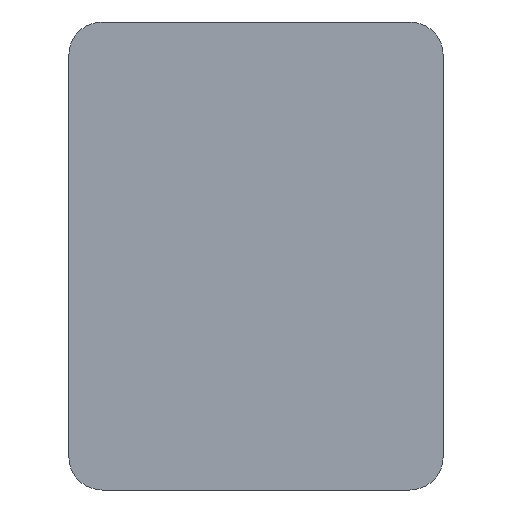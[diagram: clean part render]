
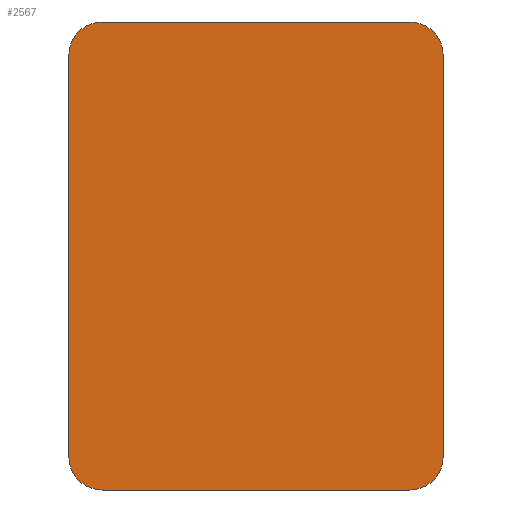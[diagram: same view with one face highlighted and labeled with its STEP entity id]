
A CAD part, front view. The second image highlights one B-rep face of the part: STEP entity #2567.
In plain terms, the highlighted planar face has unit normal (0, -1, 0).
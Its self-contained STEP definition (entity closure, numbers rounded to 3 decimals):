
#297=LINE('',#5407,#444);
#306=LINE('',#5451,#453);
#309=LINE('',#5459,#456);
#312=LINE('',#5467,#459);
#444=VECTOR('',#3646,10.);
#453=VECTOR('',#3707,10.);
#456=VECTOR('',#3716,10.);
#459=VECTOR('',#3725,10.);
#498=PLANE('',#2924);
#660=FACE_OUTER_BOUND('',#831,.T.);
#831=EDGE_LOOP('',(#2300,#2301,#2302,#2303,#2304,#2305,#2306,#2307));
#1021=CIRCLE('',#2914,2.5);
#1022=CIRCLE('',#2917,2.5);
#1023=CIRCLE('',#2920,2.5);
#1024=CIRCLE('',#2923,2.5);
#1229=VERTEX_POINT('',#5404);
#1230=VERTEX_POINT('',#5406);
#1238=VERTEX_POINT('',#5445);
#1239=VERTEX_POINT('',#5449);
#1240=VERTEX_POINT('',#5453);
#1241=VERTEX_POINT('',#5457);
#1242=VERTEX_POINT('',#5461);
#1243=VERTEX_POINT('',#5465);
#1584=EDGE_CURVE('',#1229,#1230,#297,.T.);
#1605=EDGE_CURVE('',#1238,#1229,#1021,.T.);
#1607=EDGE_CURVE('',#1239,#1238,#306,.T.);
#1609=EDGE_CURVE('',#1240,#1239,#1022,.T.);
#1611=EDGE_CURVE('',#1241,#1240,#309,.T.);
#1613=EDGE_CURVE('',#1242,#1241,#1023,.T.);
#1615=EDGE_CURVE('',#1243,#1242,#312,.T.);
#1616=EDGE_CURVE('',#1230,#1243,#1024,.T.);
#2300=ORIENTED_EDGE('',*,*,#1613,.F.);
#2301=ORIENTED_EDGE('',*,*,#1615,.F.);
#2302=ORIENTED_EDGE('',*,*,#1616,.F.);
#2303=ORIENTED_EDGE('',*,*,#1584,.F.);
#2304=ORIENTED_EDGE('',*,*,#1605,.F.);
#2305=ORIENTED_EDGE('',*,*,#1607,.F.);
#2306=ORIENTED_EDGE('',*,*,#1609,.F.);
#2307=ORIENTED_EDGE('',*,*,#1611,.F.);
#2567=ADVANCED_FACE('',(#660),#498,.F.);
#2914=AXIS2_PLACEMENT_3D('',#5447,#3702,#3703);
#2917=AXIS2_PLACEMENT_3D('',#5455,#3711,#3712);
#2920=AXIS2_PLACEMENT_3D('',#5463,#3720,#3721);
#2923=AXIS2_PLACEMENT_3D('',#5469,#3728,#3729);
#2924=AXIS2_PLACEMENT_3D('',#5470,#3730,#3731);
#3646=DIRECTION('',(-1.,0.,0.));
#3702=DIRECTION('center_axis',(0.,1.,0.));
#3703=DIRECTION('ref_axis',(1.,0.,0.));
#3707=DIRECTION('',(0.,0.,-1.));
#3711=DIRECTION('center_axis',(0.,1.,0.));
#3712=DIRECTION('ref_axis',(0.,0.,1.));
#3716=DIRECTION('',(1.,0.,0.));
#3720=DIRECTION('center_axis',(0.,1.,0.));
#3721=DIRECTION('ref_axis',(-1.,0.,0.));
#3725=DIRECTION('',(0.,0.,1.));
#3728=DIRECTION('center_axis',(0.,1.,0.));
#3729=DIRECTION('ref_axis',(0.,0.,-1.));
#3730=DIRECTION('center_axis',(0.,1.,0.));
#3731=DIRECTION('ref_axis',(1.,0.,0.));
#5404=CARTESIAN_POINT('',(11.5,0.,-17.5));
#5406=CARTESIAN_POINT('',(-11.5,0.,-17.5));
#5407=CARTESIAN_POINT('',(11.5,0.,-17.5));
#5445=CARTESIAN_POINT('',(14.,0.,-15.));
#5447=CARTESIAN_POINT('Origin',(11.5,0.,-15.));
#5449=CARTESIAN_POINT('',(14.,0.,15.));
#5451=CARTESIAN_POINT('',(14.,0.,15.));
#5453=CARTESIAN_POINT('',(11.5,0.,17.5));
#5455=CARTESIAN_POINT('Origin',(11.5,0.,15.));
#5457=CARTESIAN_POINT('',(-11.5,0.,17.5));
#5459=CARTESIAN_POINT('',(-11.5,0.,17.5));
#5461=CARTESIAN_POINT('',(-14.,0.,15.));
#5463=CARTESIAN_POINT('Origin',(-11.5,0.,15.));
#5465=CARTESIAN_POINT('',(-14.,0.,-15.));
#5467=CARTESIAN_POINT('',(-14.,0.,-15.));
#5469=CARTESIAN_POINT('Origin',(-11.5,0.,-15.));
#5470=CARTESIAN_POINT('Origin',(0.,0.,0.));
